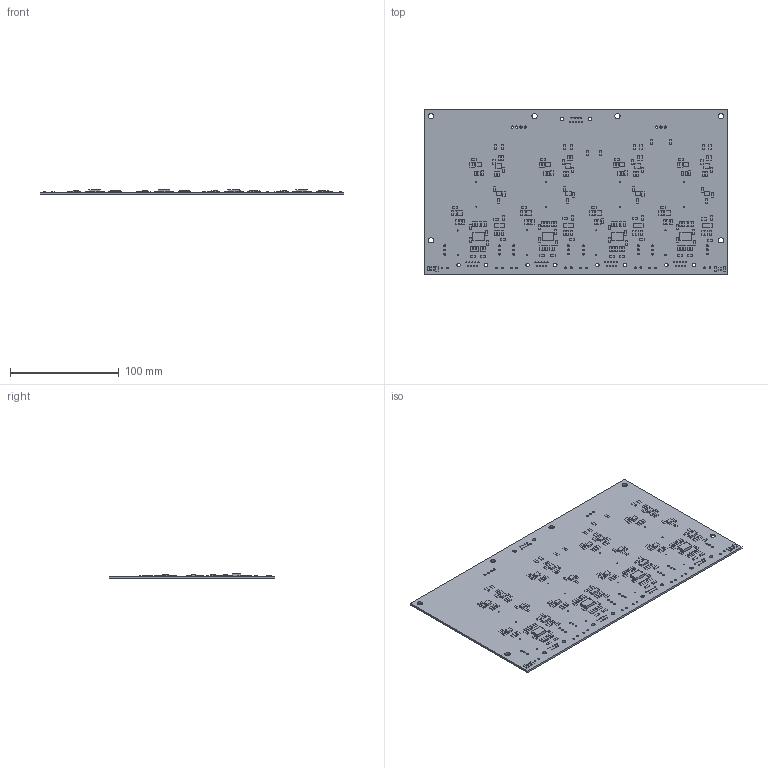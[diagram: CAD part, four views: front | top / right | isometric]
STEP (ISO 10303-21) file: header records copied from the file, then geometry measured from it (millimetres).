
FILE_DESCRIPTION(('Open CASCADE Model'),'2;1');
FILE_NAME('Open CASCADE Shape Model','2011-10-26T08:24:53',('Author'),( 'Open CASCADE'),'Open CASCADE STEP processor 6.2','Open CASCADE 6.2' ,'Unknown');
FILE_SCHEMA(('AUTOMOTIVE_DESIGN { 1 0 10303 214 1 1 1 1 }'));
Length unit declared in the file: millimetre
Products named in the file (224): PCB; Board; C1_U_diff_in1; 554880960; Extruded; C1_U_diff_in2; C1_U_diff_in3; C1_U_diff_in4; C2_U_diff_in1; C2_U_diff_in2; C2_U_diff_in3; C2_U_diff_in4; C3_U_diff_in1; C3_U_diff_in2; C3_U_diff_in3; C3_U_diff_in4; C4_U_diff_in1; C4_U_diff_in2; C4_U_diff_in3; C4_U_diff_in4; C5_U_diff_in1; C5_U_diff_in2; C5_U_diff_in3; C5_U_diff_in4; C6_U_diff_out1; C6_U_diff_out2; C6_U_diff_out3; C6_U_diff_out4; C7_U_diff_out1; C7_U_diff_out2; C7_U_diff_out3; C7_U_diff_out4; C8_U_Filter1A; C8_U_Filter1B; C8_U_Filter2A; C8_U_Filter2B; C8_U_Filter3A; C8_U_Filter3B; C8_U_Filter4A; C8_U_Filter4B ...
Assembly tree (430 placements, depth 4):
  PCB
    Board
    C1_U_diff_in1
      554880960
        Extruded
    C1_U_diff_in2
      554880960
        Extruded
    C1_U_diff_in3
      554880960
        Extruded
    C1_U_diff_in4
      554880960
        Extruded
    C2_U_diff_in1
      554880960
        Extruded
    C2_U_diff_in2
      554880960
        Extruded
    C2_U_diff_in3
      554880960
        Extruded
    C2_U_diff_in4
      554880960
        Extruded
    C3_U_diff_in1
      554880960
        Extruded
    C3_U_diff_in2
      554880960
        Extruded
    C3_U_diff_in3
      554880960
        Extruded
    C3_U_diff_in4
      554880960
        Extruded
    C4_U_diff_in1
      554880960
        Extruded
    C4_U_diff_in2
      554880960
        Extruded
    C4_U_diff_in3
      554880960
        Extruded
    C4_U_diff_in4
      554880960
        Extruded
    C5_U_diff_in1
      554880960
        Extruded
    C5_U_diff_in2
      554880960
        Extruded
    C5_U_diff_in3
      554880960
        Extruded
    C5_U_diff_in4
Bounding box: 279.4 x 152.4 x 4.49 mm (x, y, z)
Volume: 80123.7 mm3; surface area: 94555.9 mm2
Topology: 213 solids, 213 shells, 1410 faces, 2952 edges, 1968 vertices
Faces by surface type: plane 1278, cylinder 132
Full cylindrical faces by diameter (mm): 0.635 x8, 1.029 x61, 1.702 x40, 2.032 x7, 3.198 x10, 4.902 x6
Entity records: 17880 total; most frequent: DIRECTION 2866, CARTESIAN_POINT 2315, ORIENTED_EDGE 936, PCURVE 936, DEFINITIONAL_REPRESENTATION 936, LINE 876, VECTOR 876, AXIS2_PLACEMENT_3D 863
